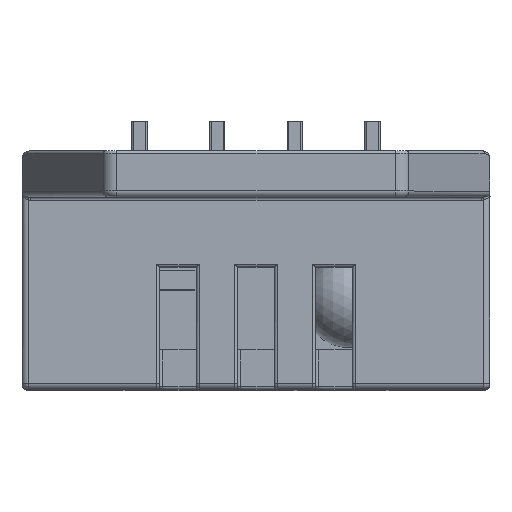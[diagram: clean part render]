
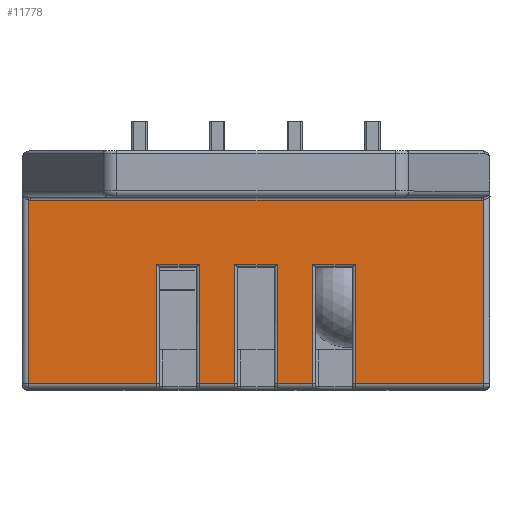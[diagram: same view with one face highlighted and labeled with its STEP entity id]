
A CAD part, top view. The second image highlights one B-rep face of the part: STEP entity #11778.
In plain terms, the highlighted planar face has unit normal (0, 0, 1).
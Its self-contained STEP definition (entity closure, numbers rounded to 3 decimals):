
#317=ELLIPSE('',#12959,0.344,0.3);
#319=ELLIPSE('',#12963,0.344,0.3);
#1302=FACE_OUTER_BOUND('',#2028,.T.);
#2028=EDGE_LOOP('',(#9644,#9645,#9646,#9647,#9648,#9649,#9650,#9651,#9652,
#9653,#9654,#9655,#9656,#9657,#9658,#9659,#9660,#9661));
#3017=LINE('',#21043,#4012);
#3018=LINE('',#21068,#4013);
#3019=LINE('',#21072,#4014);
#3020=LINE('',#21074,#4015);
#3021=LINE('',#21076,#4016);
#3022=LINE('',#21078,#4017);
#3023=LINE('',#21080,#4018);
#3024=LINE('',#21082,#4019);
#3025=LINE('',#21084,#4020);
#3026=LINE('',#21086,#4021);
#3027=LINE('',#21088,#4022);
#3028=LINE('',#21090,#4023);
#3029=LINE('',#21092,#4024);
#3030=LINE('',#21094,#4025);
#3031=LINE('',#21096,#4026);
#3032=LINE('',#21097,#4027);
#4012=VECTOR('',#15780,10.);
#4013=VECTOR('',#15787,10.);
#4014=VECTOR('',#15792,10.);
#4015=VECTOR('',#15793,10.);
#4016=VECTOR('',#15794,10.);
#4017=VECTOR('',#15795,10.);
#4018=VECTOR('',#15796,10.);
#4019=VECTOR('',#15797,10.);
#4020=VECTOR('',#15798,10.);
#4021=VECTOR('',#15799,10.);
#4022=VECTOR('',#15800,10.);
#4023=VECTOR('',#15801,10.);
#4024=VECTOR('',#15802,10.);
#4025=VECTOR('',#15803,10.);
#4026=VECTOR('',#15804,10.);
#4027=VECTOR('',#15805,10.);
#5610=VERTEX_POINT('',#20956);
#5611=VERTEX_POINT('',#21000);
#5613=VERTEX_POINT('',#21036);
#5614=VERTEX_POINT('',#21041);
#5615=VERTEX_POINT('',#21067);
#5616=VERTEX_POINT('',#21071);
#5617=VERTEX_POINT('',#21073);
#5618=VERTEX_POINT('',#21075);
#5619=VERTEX_POINT('',#21077);
#5620=VERTEX_POINT('',#21079);
#5621=VERTEX_POINT('',#21081);
#5622=VERTEX_POINT('',#21083);
#5623=VERTEX_POINT('',#21085);
#5624=VERTEX_POINT('',#21087);
#5625=VERTEX_POINT('',#21089);
#5626=VERTEX_POINT('',#21091);
#5627=VERTEX_POINT('',#21093);
#5628=VERTEX_POINT('',#21095);
#7103=EDGE_CURVE('',#5611,#5613,#317,.T.);
#7105=EDGE_CURVE('',#5613,#5614,#3017,.T.);
#7107=EDGE_CURVE('',#5614,#5610,#319,.T.);
#7108=EDGE_CURVE('',#5615,#5610,#3018,.F.);
#7110=EDGE_CURVE('',#5616,#5611,#3019,.T.);
#7111=EDGE_CURVE('',#5617,#5616,#3020,.T.);
#7112=EDGE_CURVE('',#5618,#5617,#3021,.T.);
#7113=EDGE_CURVE('',#5619,#5618,#3022,.T.);
#7114=EDGE_CURVE('',#5620,#5619,#3023,.T.);
#7115=EDGE_CURVE('',#5621,#5620,#3024,.T.);
#7116=EDGE_CURVE('',#5622,#5621,#3025,.T.);
#7117=EDGE_CURVE('',#5623,#5622,#3026,.T.);
#7118=EDGE_CURVE('',#5624,#5623,#3027,.T.);
#7119=EDGE_CURVE('',#5625,#5624,#3028,.T.);
#7120=EDGE_CURVE('',#5626,#5625,#3029,.T.);
#7121=EDGE_CURVE('',#5627,#5626,#3030,.T.);
#7122=EDGE_CURVE('',#5628,#5627,#3031,.T.);
#7123=EDGE_CURVE('',#5615,#5628,#3032,.T.);
#9644=ORIENTED_EDGE('',*,*,#7107,.F.);
#9645=ORIENTED_EDGE('',*,*,#7105,.F.);
#9646=ORIENTED_EDGE('',*,*,#7103,.F.);
#9647=ORIENTED_EDGE('',*,*,#7110,.F.);
#9648=ORIENTED_EDGE('',*,*,#7111,.F.);
#9649=ORIENTED_EDGE('',*,*,#7112,.F.);
#9650=ORIENTED_EDGE('',*,*,#7113,.F.);
#9651=ORIENTED_EDGE('',*,*,#7114,.F.);
#9652=ORIENTED_EDGE('',*,*,#7115,.F.);
#9653=ORIENTED_EDGE('',*,*,#7116,.F.);
#9654=ORIENTED_EDGE('',*,*,#7117,.F.);
#9655=ORIENTED_EDGE('',*,*,#7118,.F.);
#9656=ORIENTED_EDGE('',*,*,#7119,.F.);
#9657=ORIENTED_EDGE('',*,*,#7120,.F.);
#9658=ORIENTED_EDGE('',*,*,#7121,.F.);
#9659=ORIENTED_EDGE('',*,*,#7122,.F.);
#9660=ORIENTED_EDGE('',*,*,#7123,.F.);
#9661=ORIENTED_EDGE('',*,*,#7108,.T.);
#11121=PLANE('',#12966);
#11778=ADVANCED_FACE('',(#1302),#11121,.T.);
#12959=AXIS2_PLACEMENT_3D('',#21039,#15774,#15775);
#12963=AXIS2_PLACEMENT_3D('',#21065,#15783,#15784);
#12966=AXIS2_PLACEMENT_3D('',#21070,#15790,#15791);
#15774=DIRECTION('center_axis',(0.,0.,1.));
#15775=DIRECTION('ref_axis',(-1.,0.,0.));
#15780=DIRECTION('',(1.,0.,0.));
#15783=DIRECTION('center_axis',(0.,0.,1.));
#15784=DIRECTION('ref_axis',(1.,0.,0.));
#15787=DIRECTION('',(0.,-1.,0.));
#15790=DIRECTION('center_axis',(0.,0.,1.));
#15791=DIRECTION('ref_axis',(-1.,0.,0.));
#15792=DIRECTION('',(0.,1.,0.));
#15793=DIRECTION('',(-1.,0.,0.));
#15794=DIRECTION('',(0.,-1.,0.));
#15795=DIRECTION('',(-1.,0.,0.));
#15796=DIRECTION('',(0.,1.,0.));
#15797=DIRECTION('',(-1.,0.,0.));
#15798=DIRECTION('',(0.,-1.,0.));
#15799=DIRECTION('',(-1.,0.,0.));
#15800=DIRECTION('',(0.,1.,0.));
#15801=DIRECTION('',(-1.,0.,0.));
#15802=DIRECTION('',(0.,-1.,0.));
#15803=DIRECTION('',(-1.,0.,0.));
#15804=DIRECTION('',(0.,1.,0.));
#15805=DIRECTION('',(-1.,0.,0.));
#20956=CARTESIAN_POINT('',(11.26,0.894,20.2));
#21000=CARTESIAN_POINT('',(-3.64,0.894,20.2));
#21036=CARTESIAN_POINT('',(-3.555,0.885,20.2));
#21039=CARTESIAN_POINT('Origin',(-3.555,1.185,20.2));
#21041=CARTESIAN_POINT('',(11.175,0.885,20.2));
#21043=CARTESIAN_POINT('',(7.635,0.885,20.2));
#21065=CARTESIAN_POINT('Origin',(11.175,1.185,20.2));
#21067=CARTESIAN_POINT('',(11.26,-5.095,20.2));
#21068=CARTESIAN_POINT('',(11.26,-1.295,20.2));
#21070=CARTESIAN_POINT('Origin',(11.46,-1.295,20.2));
#21071=CARTESIAN_POINT('',(-3.64,-5.095,20.2));
#21072=CARTESIAN_POINT('',(-3.64,-1.295,20.2));
#21073=CARTESIAN_POINT('',(0.56,-5.095,20.2));
#21074=CARTESIAN_POINT('',(7.635,-5.095,20.2));
#21075=CARTESIAN_POINT('',(0.56,-1.195,20.2));
#21076=CARTESIAN_POINT('',(0.56,-3.295,20.2));
#21077=CARTESIAN_POINT('',(1.96,-1.195,20.2));
#21078=CARTESIAN_POINT('',(5.73,-1.195,20.2));
#21079=CARTESIAN_POINT('',(1.96,-5.095,20.2));
#21080=CARTESIAN_POINT('',(1.96,-3.295,20.2));
#21081=CARTESIAN_POINT('',(3.11,-5.095,20.2));
#21082=CARTESIAN_POINT('',(7.635,-5.095,20.2));
#21083=CARTESIAN_POINT('',(3.11,-1.195,20.2));
#21084=CARTESIAN_POINT('',(3.11,-3.295,20.2));
#21085=CARTESIAN_POINT('',(4.51,-1.195,20.2));
#21086=CARTESIAN_POINT('',(5.73,-1.195,20.2));
#21087=CARTESIAN_POINT('',(4.51,-5.095,20.2));
#21088=CARTESIAN_POINT('',(4.51,-3.295,20.2));
#21089=CARTESIAN_POINT('',(5.66,-5.095,20.2));
#21090=CARTESIAN_POINT('',(7.635,-5.095,20.2));
#21091=CARTESIAN_POINT('',(5.66,-1.195,20.2));
#21092=CARTESIAN_POINT('',(5.66,-3.295,20.2));
#21093=CARTESIAN_POINT('',(7.06,-1.195,20.2));
#21094=CARTESIAN_POINT('',(5.73,-1.195,20.2));
#21095=CARTESIAN_POINT('',(7.06,-5.095,20.2));
#21096=CARTESIAN_POINT('',(7.06,-3.295,20.2));
#21097=CARTESIAN_POINT('',(7.635,-5.095,20.2));
